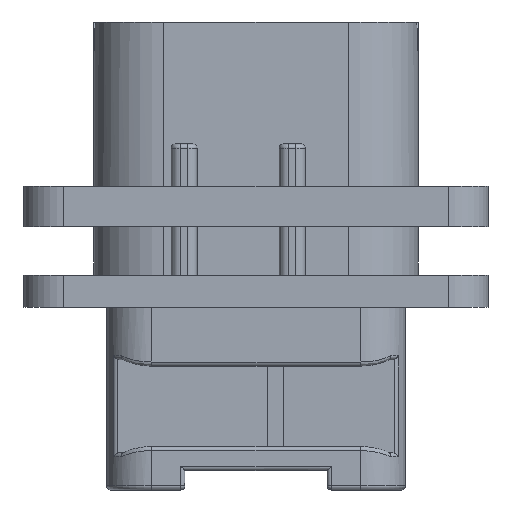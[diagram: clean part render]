
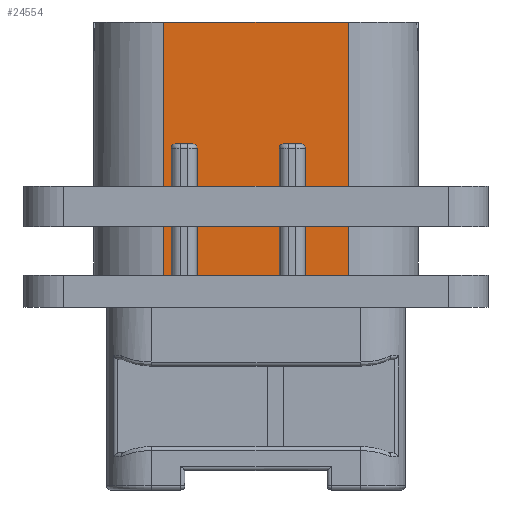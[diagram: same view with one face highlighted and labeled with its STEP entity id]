
A CAD part, front view. The second image highlights one B-rep face of the part: STEP entity #24554.
In plain terms, the highlighted planar face has unit normal (0, -1, 0).
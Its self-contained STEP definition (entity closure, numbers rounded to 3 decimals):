
#1510=DIRECTION('',(1.,0.,0.));
#1511=VECTOR('',#1510,11.4);
#1512=CARTESIAN_POINT('',(-5.7,-9.,17.67));
#1513=LINE('',#1512,#1511);
#2071=DIRECTION('',(1.,0.,0.));
#2072=VECTOR('',#2071,2.66);
#2073=CARTESIAN_POINT('',(3.04,-9.,2.));
#2074=LINE('',#2073,#2072);
#2294=DIRECTION('',(1.,0.,0.));
#2295=VECTOR('',#2294,0.45);
#2296=CARTESIAN_POINT('',(-5.7,-9.,2.));
#2297=LINE('',#2296,#2295);
#2306=CARTESIAN_POINT('',(-5.,-9.,9.87));
#2307=DIRECTION('',(0.,1.,0.));
#2308=DIRECTION('',(-1.,0.,0.));
#2309=AXIS2_PLACEMENT_3D('',#2306,#2307,#2308);
#2338=CARTESIAN_POINT('',(-3.9,-9.,9.87));
#2339=DIRECTION('',(0.,1.,0.));
#2340=DIRECTION('',(0.,0.,1.));
#2341=AXIS2_PLACEMENT_3D('',#2338,#2339,#2340);
#2351=DIRECTION('',(0.,0.,1.));
#2352=VECTOR('',#2351,7.87);
#2353=CARTESIAN_POINT('',(-3.65,-9.,2.));
#2354=LINE('',#2353,#2352);
#2355=DIRECTION('',(1.,0.,0.));
#2356=VECTOR('',#2355,1.1);
#2357=CARTESIAN_POINT('',(-5.,-9.,10.12));
#2358=LINE('',#2357,#2356);
#2359=DIRECTION('',(0.,0.,1.));
#2360=VECTOR('',#2359,7.87);
#2361=CARTESIAN_POINT('',(-5.25,-9.,2.));
#2362=LINE('',#2361,#2360);
#2363=DIRECTION('',(0.,0.,-1.));
#2364=VECTOR('',#2363,15.67);
#2365=CARTESIAN_POINT('',(-5.7,-9.,17.67));
#2366=LINE('',#2365,#2364);
#2367=DIRECTION('',(0.,0.,-1.));
#2368=VECTOR('',#2367,15.67);
#2369=CARTESIAN_POINT('',(5.7,-9.,17.67));
#2370=LINE('',#2369,#2368);
#2371=DIRECTION('',(0.,0.,1.));
#2372=VECTOR('',#2371,7.87);
#2373=CARTESIAN_POINT('',(3.04,-9.,2.));
#2374=LINE('',#2373,#2372);
#2375=DIRECTION('',(1.,0.,0.));
#2376=VECTOR('',#2375,1.1);
#2377=CARTESIAN_POINT('',(1.69,-9.,10.12));
#2378=LINE('',#2377,#2376);
#2379=DIRECTION('',(0.,0.,1.));
#2380=VECTOR('',#2379,7.87);
#2381=CARTESIAN_POINT('',(1.44,-9.,2.));
#2382=LINE('',#2381,#2380);
#2523=CARTESIAN_POINT('',(2.79,-9.,9.87));
#2524=DIRECTION('',(0.,1.,0.));
#2525=DIRECTION('',(0.,0.,1.));
#2526=AXIS2_PLACEMENT_3D('',#2523,#2524,#2525);
#2616=DIRECTION('',(1.,0.,0.));
#2617=VECTOR('',#2616,5.09);
#2618=CARTESIAN_POINT('',(-3.65,-9.,2.));
#2619=LINE('',#2618,#2617);
#2632=CARTESIAN_POINT('',(1.69,-9.,9.87));
#2633=DIRECTION('',(0.,1.,0.));
#2634=DIRECTION('',(-1.,0.,0.));
#2635=AXIS2_PLACEMENT_3D('',#2632,#2633,#2634);
#18809=CARTESIAN_POINT('',(-5.7,-9.,17.67));
#18810=CARTESIAN_POINT('',(-5.7,-9.,2.));
#18811=VERTEX_POINT('',#18809);
#18812=VERTEX_POINT('',#18810);
#18813=CARTESIAN_POINT('',(5.7,-9.,17.67));
#18814=CARTESIAN_POINT('',(5.7,-9.,2.));
#18815=VERTEX_POINT('',#18813);
#18816=VERTEX_POINT('',#18814);
#20798=CARTESIAN_POINT('',(-5.25,-9.,2.));
#20799=VERTEX_POINT('',#20798);
#20800=CARTESIAN_POINT('',(-3.65,-9.,2.));
#20801=CARTESIAN_POINT('',(1.44,-9.,2.));
#20802=VERTEX_POINT('',#20800);
#20803=VERTEX_POINT('',#20801);
#20804=CARTESIAN_POINT('',(3.04,-9.,2.));
#20805=VERTEX_POINT('',#20804);
#20843=CARTESIAN_POINT('',(-3.65,-9.,9.87));
#20845=VERTEX_POINT('',#20843);
#20847=CARTESIAN_POINT('',(-3.9,-9.,10.12));
#20849=VERTEX_POINT('',#20847);
#20862=CARTESIAN_POINT('',(-5.,-9.,10.12));
#20863=VERTEX_POINT('',#20862);
#20864=CARTESIAN_POINT('',(-5.25,-9.,9.87));
#20865=VERTEX_POINT('',#20864);
#20867=CARTESIAN_POINT('',(3.04,-9.,9.87));
#20869=VERTEX_POINT('',#20867);
#20871=CARTESIAN_POINT('',(2.79,-9.,10.12));
#20873=VERTEX_POINT('',#20871);
#20886=CARTESIAN_POINT('',(1.69,-9.,10.12));
#20887=VERTEX_POINT('',#20886);
#20888=CARTESIAN_POINT('',(1.44,-9.,9.87));
#20889=VERTEX_POINT('',#20888);
#24524=CARTESIAN_POINT('',(-10.05,-9.,2.));
#24525=DIRECTION('',(0.,-1.,0.));
#24526=DIRECTION('',(1.,0.,0.));
#24527=AXIS2_PLACEMENT_3D('',#24524,#24525,#24526);
#24528=PLANE('',#24527);
#24529=ORIENTED_EDGE('',*,*,#24515,.T.);
#24530=ORIENTED_EDGE('',*,*,#24504,.F.);
#24531=ORIENTED_EDGE('',*,*,#24489,.F.);
#24532=ORIENTED_EDGE('',*,*,#24470,.F.);
#24533=ORIENTED_EDGE('',*,*,#24455,.F.);
#24534=ORIENTED_EDGE('',*,*,#24440,.F.);
#24536=ORIENTED_EDGE('',*,*,#24535,.F.);
#24537=ORIENTED_EDGE('',*,*,#23603,.T.);
#24538=ORIENTED_EDGE('',*,*,#24143,.T.);
#24539=ORIENTED_EDGE('',*,*,#24174,.F.);
#24541=ORIENTED_EDGE('',*,*,#24540,.T.);
#24543=ORIENTED_EDGE('',*,*,#24542,.F.);
#24545=ORIENTED_EDGE('',*,*,#24544,.F.);
#24547=ORIENTED_EDGE('',*,*,#24546,.F.);
#24549=ORIENTED_EDGE('',*,*,#24548,.F.);
#24551=ORIENTED_EDGE('',*,*,#24550,.F.);
#24552=EDGE_LOOP('',(#24529,#24530,#24531,#24532,#24533,#24534,#24536,#24537,
#24538,#24539,#24541,#24543,#24545,#24547,#24549,#24551));
#24553=FACE_OUTER_BOUND('',#24552,.F.);
#24554=ADVANCED_FACE('',(#24553),#24528,.T.);
#2310=CIRCLE('',#2309,0.25);
#2342=CIRCLE('',#2341,0.25);
#2527=CIRCLE('',#2526,0.25);
#2636=CIRCLE('',#2635,0.25);
#23603=EDGE_CURVE('',#18811,#18815,#1513,.T.);
#24143=EDGE_CURVE('',#18815,#18816,#2370,.T.);
#24174=EDGE_CURVE('',#20805,#18816,#2074,.T.);
#24440=EDGE_CURVE('',#18812,#20799,#2297,.T.);
#24455=EDGE_CURVE('',#20799,#20865,#2362,.T.);
#24470=EDGE_CURVE('',#20865,#20863,#2310,.T.);
#24489=EDGE_CURVE('',#20863,#20849,#2358,.T.);
#24504=EDGE_CURVE('',#20849,#20845,#2342,.T.);
#24515=EDGE_CURVE('',#20802,#20845,#2354,.T.);
#24535=EDGE_CURVE('',#18811,#18812,#2366,.T.);
#24540=EDGE_CURVE('',#20805,#20869,#2374,.T.);
#24542=EDGE_CURVE('',#20873,#20869,#2527,.T.);
#24544=EDGE_CURVE('',#20887,#20873,#2378,.T.);
#24546=EDGE_CURVE('',#20889,#20887,#2636,.T.);
#24548=EDGE_CURVE('',#20803,#20889,#2382,.T.);
#24550=EDGE_CURVE('',#20802,#20803,#2619,.T.);
